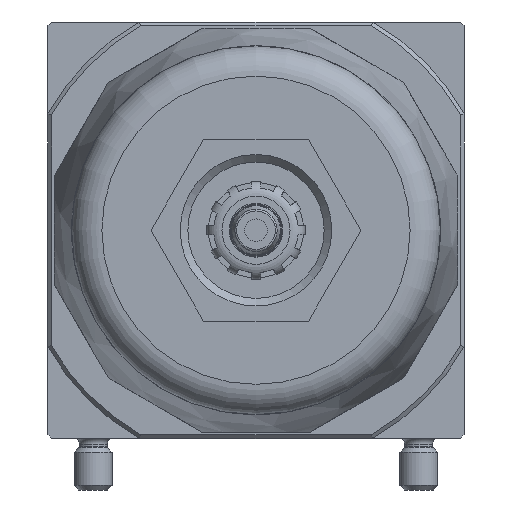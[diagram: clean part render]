
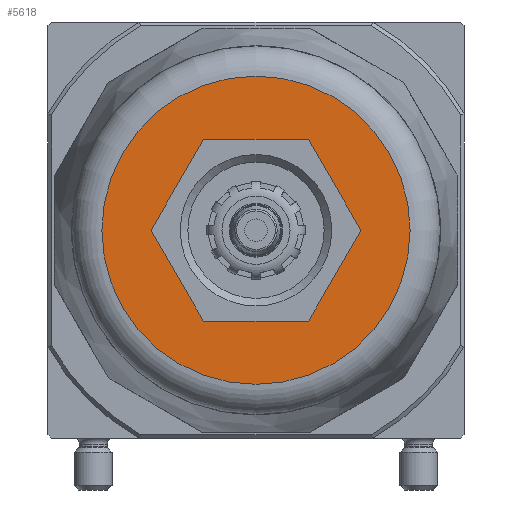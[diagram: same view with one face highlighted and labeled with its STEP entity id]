
A CAD part, front view. The second image highlights one B-rep face of the part: STEP entity #5618.
In plain terms, the highlighted planar face has unit normal (0, -1, 0).
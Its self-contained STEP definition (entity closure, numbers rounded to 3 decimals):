
#190=LINE('',#8296,#472);
#191=LINE('',#8299,#473);
#192=LINE('',#8301,#474);
#193=LINE('',#8303,#475);
#194=LINE('',#8305,#476);
#195=LINE('',#8307,#477);
#472=VECTOR('',#6573,1000.);
#473=VECTOR('',#6574,1000.);
#474=VECTOR('',#6575,1000.);
#475=VECTOR('',#6576,1000.);
#476=VECTOR('',#6577,1000.);
#477=VECTOR('',#6578,1000.);
#724=PLANE('',#5943);
#1273=ORIENTED_EDGE('',*,*,#2448,.T.);
#1274=ORIENTED_EDGE('',*,*,#2449,.T.);
#1275=ORIENTED_EDGE('',*,*,#2450,.T.);
#1276=ORIENTED_EDGE('',*,*,#2451,.T.);
#1277=ORIENTED_EDGE('',*,*,#2452,.T.);
#1278=ORIENTED_EDGE('',*,*,#2453,.T.);
#1279=ORIENTED_EDGE('',*,*,#2454,.T.);
#2448=EDGE_CURVE('',#3031,#3031,#3377,.T.);
#2449=EDGE_CURVE('',#3032,#3033,#190,.T.);
#2450=EDGE_CURVE('',#3033,#3034,#191,.T.);
#2451=EDGE_CURVE('',#3034,#3035,#192,.T.);
#2452=EDGE_CURVE('',#3035,#3036,#193,.T.);
#2453=EDGE_CURVE('',#3036,#3037,#194,.T.);
#2454=EDGE_CURVE('',#3037,#3032,#195,.T.);
#3031=VERTEX_POINT('',#8294);
#3032=VERTEX_POINT('',#8297);
#3033=VERTEX_POINT('',#8298);
#3034=VERTEX_POINT('',#8300);
#3035=VERTEX_POINT('',#8302);
#3036=VERTEX_POINT('',#8304);
#3037=VERTEX_POINT('',#8306);
#3377=CIRCLE('',#5942,20.35);
#3598=EDGE_LOOP('',(#1273));
#3599=EDGE_LOOP('',(#1274,#1275,#1276,#1277,#1278,#1279));
#3936=FACE_BOUND('',#3598,.T.);
#3937=FACE_BOUND('',#3599,.T.);
#5618=ADVANCED_FACE('',(#3936,#3937),#724,.F.);
#5942=AXIS2_PLACEMENT_3D('',#8293,#6569,#6570);
#5943=AXIS2_PLACEMENT_3D('',#8295,#6571,#6572);
#6569=DIRECTION('',(0.,-1.,0.));
#6570=DIRECTION('',(0.,0.,-1.));
#6571=DIRECTION('',(0.,1.,0.));
#6572=DIRECTION('',(0.,0.,1.));
#6573=DIRECTION('',(0.,0.,1.));
#6574=DIRECTION('',(0.866,0.,0.5));
#6575=DIRECTION('',(0.866,0.,-0.5));
#6576=DIRECTION('',(0.,0.,-1.));
#6577=DIRECTION('',(-0.866,0.,-0.5));
#6578=DIRECTION('',(-0.866,0.,0.5));
#8293=CARTESIAN_POINT('',(0.,-145.7,0.));
#8294=CARTESIAN_POINT('',(0.,-145.7,-20.35));
#8295=CARTESIAN_POINT('',(20.35,-145.7,0.));
#8296=CARTESIAN_POINT('',(-12.,-145.7,-6.928));
#8297=CARTESIAN_POINT('',(-12.,-145.7,-6.928));
#8298=CARTESIAN_POINT('',(-12.,-145.7,6.928));
#8299=CARTESIAN_POINT('',(-12.,-145.7,6.928));
#8300=CARTESIAN_POINT('',(0.,-145.7,13.856));
#8301=CARTESIAN_POINT('',(0.,-145.7,13.856));
#8302=CARTESIAN_POINT('',(12.,-145.7,6.928));
#8303=CARTESIAN_POINT('',(12.,-145.7,6.928));
#8304=CARTESIAN_POINT('',(12.,-145.7,-6.928));
#8305=CARTESIAN_POINT('',(12.,-145.7,-6.928));
#8306=CARTESIAN_POINT('',(0.,-145.7,-13.856));
#8307=CARTESIAN_POINT('',(0.,-145.7,-13.856));
